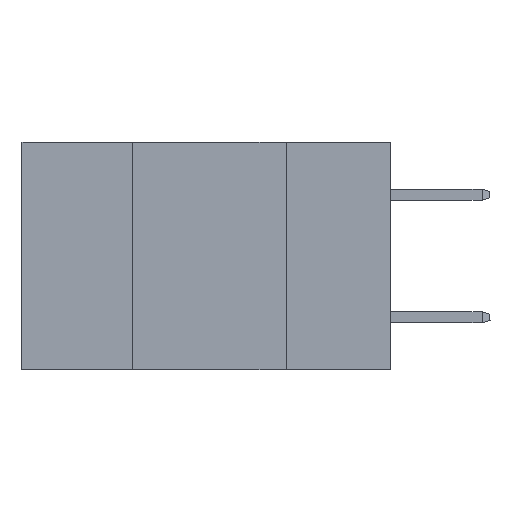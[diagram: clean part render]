
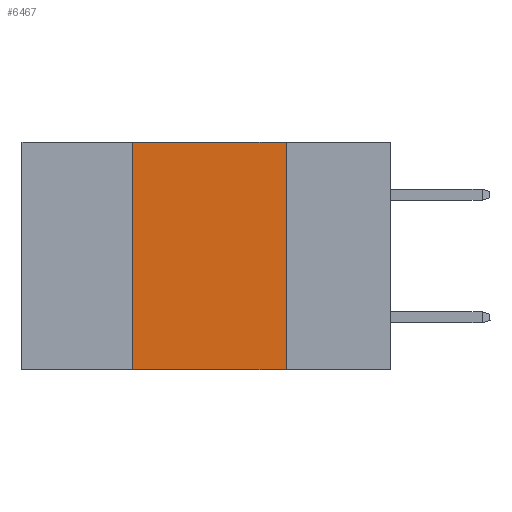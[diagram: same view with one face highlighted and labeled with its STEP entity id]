
A CAD part, left-side view. The second image highlights one B-rep face of the part: STEP entity #6467.
In plain terms, the highlighted planar face has unit normal (-1, 0, 0).
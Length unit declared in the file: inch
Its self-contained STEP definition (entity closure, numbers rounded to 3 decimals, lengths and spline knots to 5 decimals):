
#462 = DIRECTION ( 'NONE',  ( 0., 0., -1. ) ) ;
#2427 = ORIENTED_EDGE ( 'NONE', *, *, #22051, .F. ) ;
#3711 = ORIENTED_EDGE ( 'NONE', *, *, #18796, .F. ) ;
#4197 = DIRECTION ( 'NONE',  ( 0., 0., -1. ) ) ;
#4875 = CARTESIAN_POINT ( 'NONE',  ( 0., 0.6, 0. ) ) ;
#5647 = LINE ( 'NONE', #21916, #11193 ) ;
#6244 = VECTOR ( 'NONE', #6749, 39.37008 ) ;
#6260 = EDGE_CURVE ( 'NONE', #15533, #14816, #5647, .T. ) ;
#6467 = ADVANCED_FACE ( 'NONE', ( #21371 ), #15637, .F. ) ;
#6521 = CARTESIAN_POINT ( 'NONE',  ( 0., 0.42, 0. ) ) ;
#6749 = DIRECTION ( 'NONE',  ( 0., -1., 0. ) ) ;
#9302 = ORIENTED_EDGE ( 'NONE', *, *, #6260, .T. ) ;
#11039 = CARTESIAN_POINT ( 'NONE',  ( 0., 0.42, -0.37 ) ) ;
#11193 = VECTOR ( 'NONE', #12689, 39.37008 ) ;
#11634 = CARTESIAN_POINT ( 'NONE',  ( 0., 0.42, 0. ) ) ;
#11651 = VERTEX_POINT ( 'NONE', #11634 ) ;
#11780 = CARTESIAN_POINT ( 'NONE',  ( 0., 0.17, 0. ) ) ;
#11843 = VERTEX_POINT ( 'NONE', #23686 ) ;
#11961 = AXIS2_PLACEMENT_3D ( 'NONE', #19036, #22839, #462 ) ;
#12689 = DIRECTION ( 'NONE',  ( 0., -1., 0. ) ) ;
#14816 = VERTEX_POINT ( 'NONE', #16377 ) ;
#15461 = VECTOR ( 'NONE', #4197, 39.37008 ) ;
#15533 = VERTEX_POINT ( 'NONE', #11039 ) ;
#15637 = PLANE ( 'NONE',  #11961 ) ;
#16314 = LINE ( 'NONE', #11780, #15461 ) ;
#16326 = EDGE_LOOP ( 'NONE', ( #2427, #3711, #20693, #9302 ) ) ;
#16377 = CARTESIAN_POINT ( 'NONE',  ( 0., 0.17, -0.37 ) ) ;
#16553 = EDGE_CURVE ( 'NONE', #15533, #11651, #20358, .T. ) ;
#18796 = EDGE_CURVE ( 'NONE', #11651, #11843, #22543, .T. ) ;
#19036 = CARTESIAN_POINT ( 'NONE',  ( 0., 0.6, 0. ) ) ;
#20105 = DIRECTION ( 'NONE',  ( 0., 0., 1. ) ) ;
#20358 = LINE ( 'NONE', #6521, #21225 ) ;
#20693 = ORIENTED_EDGE ( 'NONE', *, *, #16553, .F. ) ;
#21225 = VECTOR ( 'NONE', #20105, 39.37008 ) ;
#21371 = FACE_OUTER_BOUND ( 'NONE', #16326, .T. ) ;
#21916 = CARTESIAN_POINT ( 'NONE',  ( 0., 0.6, -0.37 ) ) ;
#22051 = EDGE_CURVE ( 'NONE', #11843, #14816, #16314, .T. ) ;
#22543 = LINE ( 'NONE', #4875, #6244 ) ;
#22839 = DIRECTION ( 'NONE',  ( 1., 0., 0. ) ) ;
#23686 = CARTESIAN_POINT ( 'NONE',  ( 0., 0.17, 0. ) ) ;
